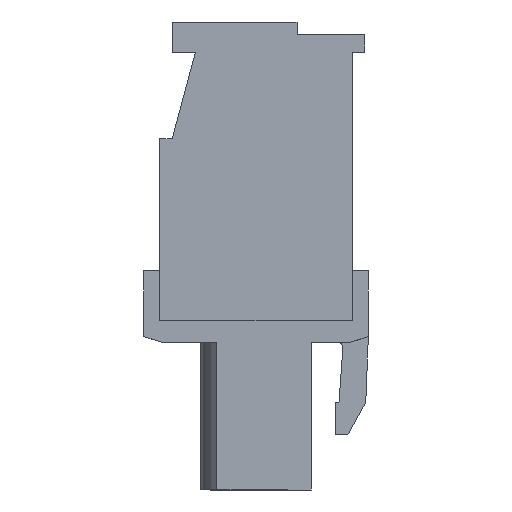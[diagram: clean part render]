
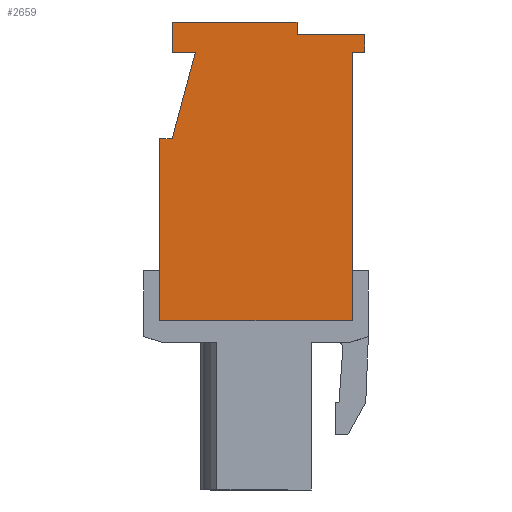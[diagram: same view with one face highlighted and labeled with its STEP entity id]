
A CAD part, left-side view. The second image highlights one B-rep face of the part: STEP entity #2659.
In plain terms, the highlighted planar face has unit normal (-1, 0, 0).
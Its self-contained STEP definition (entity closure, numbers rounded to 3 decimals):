
#2659 = ADVANCED_FACE( '', ( #5957 ), #5958, .T. );
#5957 = FACE_OUTER_BOUND( '', #10067, .T. );
#5958 = PLANE( '', #10068 );
#10067 = EDGE_LOOP( '', ( #17277, #17278, #17279, #17280, #17281, #17282, #17283, #17284, #17285, #17286, #17287, #17288 ) );
#10068 = AXIS2_PLACEMENT_3D( '', #17289, #17290, #17291 );
#17277 = ORIENTED_EDGE( '', *, *, #27434, .T. );
#17278 = ORIENTED_EDGE( '', *, *, #25661, .F. );
#17279 = ORIENTED_EDGE( '', *, *, #27435, .T. );
#17280 = ORIENTED_EDGE( '', *, *, #25227, .T. );
#17281 = ORIENTED_EDGE( '', *, *, #27436, .T. );
#17282 = ORIENTED_EDGE( '', *, *, #27437, .T. );
#17283 = ORIENTED_EDGE( '', *, *, #27438, .T. );
#17284 = ORIENTED_EDGE( '', *, *, #27439, .T. );
#17285 = ORIENTED_EDGE( '', *, *, #27440, .T. );
#17286 = ORIENTED_EDGE( '', *, *, #24919, .T. );
#17287 = ORIENTED_EDGE( '', *, *, #27441, .T. );
#17288 = ORIENTED_EDGE( '', *, *, #26511, .T. );
#17289 = CARTESIAN_POINT( '', ( 0., 0., 0. ) );
#17290 = DIRECTION( '', ( -1., 0., 0. ) );
#17291 = DIRECTION( '', ( 0., -1., 0. ) );
#24919 = EDGE_CURVE( '', #29822, #29823, #29824, .T. );
#25227 = EDGE_CURVE( '', #30374, #30375, #30376, .T. );
#25661 = EDGE_CURVE( '', #31140, #31142, #31143, .T. );
#26511 = EDGE_CURVE( '', #32574, #32575, #32576, .T. );
#27434 = EDGE_CURVE( '', #32575, #31142, #34001, .T. );
#27435 = EDGE_CURVE( '', #31140, #30374, #34002, .T. );
#27436 = EDGE_CURVE( '', #30375, #34003, #34004, .T. );
#27437 = EDGE_CURVE( '', #34003, #34005, #34006, .T. );
#27438 = EDGE_CURVE( '', #34005, #34007, #34008, .T. );
#27439 = EDGE_CURVE( '', #34007, #34009, #34010, .T. );
#27440 = EDGE_CURVE( '', #34009, #29822, #34011, .T. );
#27441 = EDGE_CURVE( '', #29823, #32574, #34012, .T. );
#29822 = VERTEX_POINT( '', #37027 );
#29823 = VERTEX_POINT( '', #37028 );
#29824 = LINE( '', #37029, #37030 );
#30374 = VERTEX_POINT( '', #37807 );
#30375 = VERTEX_POINT( '', #37808 );
#30376 = LINE( '', #37809, #37810 );
#31140 = VERTEX_POINT( '', #38933 );
#31142 = VERTEX_POINT( '', #38936 );
#31143 = LINE( '', #38937, #38938 );
#32574 = VERTEX_POINT( '', #41031 );
#32575 = VERTEX_POINT( '', #41032 );
#32576 = LINE( '', #41033, #41034 );
#34001 = LINE( '', #43108, #43109 );
#34002 = LINE( '', #43110, #43111 );
#34003 = VERTEX_POINT( '', #43112 );
#34004 = LINE( '', #43113, #43114 );
#34005 = VERTEX_POINT( '', #43115 );
#34006 = LINE( '', #43116, #43117 );
#34007 = VERTEX_POINT( '', #43118 );
#34008 = LINE( '', #43119, #43120 );
#34009 = VERTEX_POINT( '', #43121 );
#34010 = LINE( '', #43122, #43123 );
#34011 = LINE( '', #43124, #43125 );
#34012 = LINE( '', #43126, #43127 );
#37027 = CARTESIAN_POINT( '', ( 0., 10.1, 15.95 ) );
#37028 = CARTESIAN_POINT( '', ( 0., 8.8, 15.95 ) );
#37029 = CARTESIAN_POINT( '', ( 0., 10.1, 15.95 ) );
#37030 = VECTOR( '', #47073, 1000. );
#37807 = CARTESIAN_POINT( '', ( 0., 0., 15.95 ) );
#37808 = CARTESIAN_POINT( '', ( 0., -0.7, 15.95 ) );
#37809 = CARTESIAN_POINT( '', ( 0., 0., 15.95 ) );
#37810 = VECTOR( '', #47379, 1000. );
#38933 = CARTESIAN_POINT( '', ( 0., 0., 0.9 ) );
#38936 = CARTESIAN_POINT( '', ( 0., 10.8, 0.9 ) );
#38937 = CARTESIAN_POINT( '', ( 0., 0., 0.9 ) );
#38938 = VECTOR( '', #47778, 1000. );
#41031 = CARTESIAN_POINT( '', ( 0., 10.1, 11.1 ) );
#41032 = CARTESIAN_POINT( '', ( 0., 10.8, 11.1 ) );
#41033 = CARTESIAN_POINT( '', ( 0., 10.1, 11.1 ) );
#41034 = VECTOR( '', #48578, 1000. );
#43108 = CARTESIAN_POINT( '', ( 0., 10.8, 11.1 ) );
#43109 = VECTOR( '', #49513, 1000. );
#43110 = CARTESIAN_POINT( '', ( 0., 0., 0. ) );
#43111 = VECTOR( '', #49514, 1000. );
#43112 = CARTESIAN_POINT( '', ( 0., -0.7, 16.95 ) );
#43113 = CARTESIAN_POINT( '', ( 0., -0.7, 15.95 ) );
#43114 = VECTOR( '', #49515, 1000. );
#43115 = CARTESIAN_POINT( '', ( 0., 3.1, 16.95 ) );
#43116 = CARTESIAN_POINT( '', ( 0., -0.7, 16.95 ) );
#43117 = VECTOR( '', #49516, 1000. );
#43118 = CARTESIAN_POINT( '', ( 0., 3.1, 17.65 ) );
#43119 = CARTESIAN_POINT( '', ( 0., 3.1, 16.95 ) );
#43120 = VECTOR( '', #49517, 1000. );
#43121 = CARTESIAN_POINT( '', ( 0., 10.1, 17.65 ) );
#43122 = CARTESIAN_POINT( '', ( 0., 3.1, 17.65 ) );
#43123 = VECTOR( '', #49518, 1000. );
#43124 = CARTESIAN_POINT( '', ( 0., 10.1, 17.65 ) );
#43125 = VECTOR( '', #49519, 1000. );
#43126 = CARTESIAN_POINT( '', ( 0., 8.8, 15.95 ) );
#43127 = VECTOR( '', #49520, 1000. );
#47073 = DIRECTION( '', ( 0., -1., 0. ) );
#47379 = DIRECTION( '', ( 0., -1., 0. ) );
#47778 = DIRECTION( '', ( 0., 1., 0. ) );
#48578 = DIRECTION( '', ( 0., 1., 0. ) );
#49513 = DIRECTION( '', ( 0., 0., -1. ) );
#49514 = DIRECTION( '', ( 0., 0., 1. ) );
#49515 = DIRECTION( '', ( 0., 0., 1. ) );
#49516 = DIRECTION( '', ( 0., 1., 0. ) );
#49517 = DIRECTION( '', ( 0., 0., 1. ) );
#49518 = DIRECTION( '', ( 0., 1., 0. ) );
#49519 = DIRECTION( '', ( 0., 0., -1. ) );
#49520 = DIRECTION( '', ( 0., 0.259, -0.966 ) );
